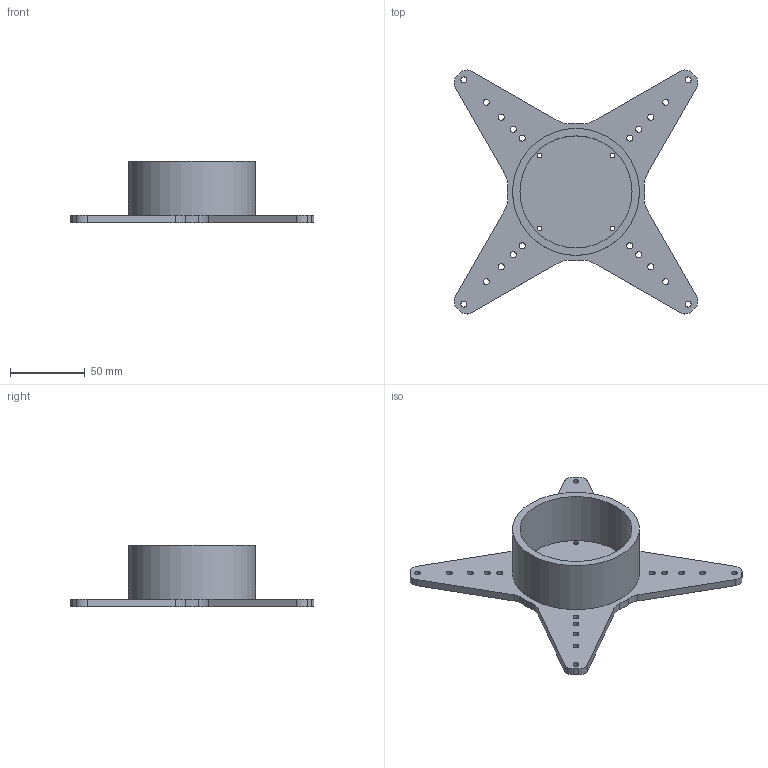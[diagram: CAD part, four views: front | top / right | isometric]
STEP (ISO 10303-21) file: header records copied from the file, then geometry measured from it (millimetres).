
FILE_DESCRIPTION(/* description */ (''),/* implementation_level */ '2;1');
FILE_NAME(/* name */ 'base_link v2.step',/* time_stamp */ '2023-03-27T17:46:10+05:30',/* author */ (''),/* organization */ (''),/* preprocessor_version */ 'ST-DEVELOPER v19.2',/* originating_system */ 'Autodesk Translation Framework v11.17.0.187',/* authorisation */ '');
FILE_SCHEMA (('AUTOMOTIVE_DESIGN { 1 0 10303 214 3 1 1 }'));
Length unit declared in the file: millimetre
Products named in the file (3): base_link; base_link_1; base_cylinder
Assembly tree (2 placements, depth 2):
  base_link
    base_link_1
    base_cylinder
Bounding box: 163.25 x 163.25 x 41 mm (x, y, z)
Volume: 118864.8 mm3; surface area: 52711.3 mm2
Topology: 1 solids, 1 shells, 66 faces, 182 edges, 120 vertices
Faces by surface type: cylinder 46, plane 16, cone 4
Full cylindrical faces by diameter (mm): 3.2 x4, 4 x20, 75 x1, 85 x1
Entity records: 2337 total; most frequent: DIRECTION 420, CARTESIAN_POINT 373, ORIENTED_EDGE 364, EDGE_CURVE 182, AXIS2_PLACEMENT_3D 167, VERTEX_POINT 120, EDGE_LOOP 116, CIRCLE 96
